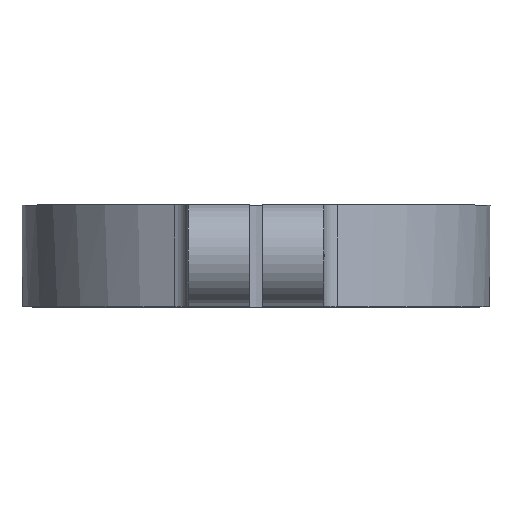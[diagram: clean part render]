
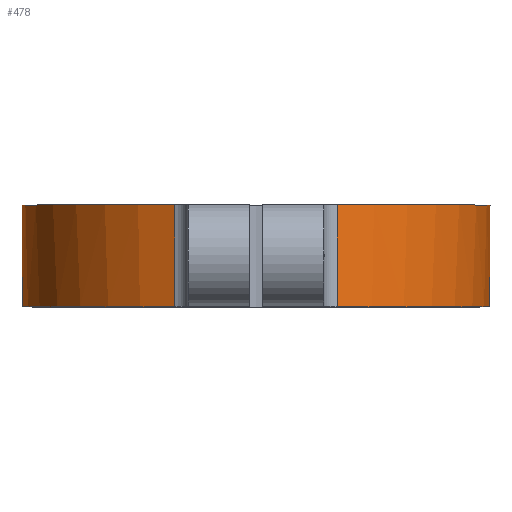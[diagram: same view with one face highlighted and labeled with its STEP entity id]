
A CAD part, top view. The second image highlights one B-rep face of the part: STEP entity #478.
In plain terms, the highlighted cylindrical face has radius 34.5 mm (diameter 69 mm), a partial arc.
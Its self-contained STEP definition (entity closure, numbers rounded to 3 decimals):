
#40=FACE_OUTER_BOUND('',#67,.T.);
#67=EDGE_LOOP('',(#333,#334,#335,#336,#337,#338,#339,#340));
#94=LINE('',#729,#132);
#98=LINE('',#757,#136);
#100=LINE('',#766,#138);
#101=LINE('',#770,#139);
#132=VECTOR('',#579,10.);
#136=VECTOR('',#593,10.);
#138=VECTOR('',#603,10.);
#139=VECTOR('',#606,10.);
#175=CIRCLE('',#525,34.5);
#176=CIRCLE('',#526,34.5);
#177=CIRCLE('',#527,34.5);
#178=CIRCLE('',#528,34.5);
#198=VERTEX_POINT('',#722);
#201=VERTEX_POINT('',#727);
#208=VERTEX_POINT('',#754);
#209=VERTEX_POINT('',#756);
#211=VERTEX_POINT('',#763);
#212=VERTEX_POINT('',#765);
#213=VERTEX_POINT('',#767);
#214=VERTEX_POINT('',#769);
#249=EDGE_CURVE('',#201,#198,#94,.T.);
#257=EDGE_CURVE('',#208,#209,#98,.T.);
#260=EDGE_CURVE('',#209,#201,#175,.T.);
#261=EDGE_CURVE('',#208,#211,#176,.T.);
#262=EDGE_CURVE('',#212,#211,#100,.T.);
#263=EDGE_CURVE('',#212,#213,#177,.T.);
#264=EDGE_CURVE('',#214,#213,#101,.T.);
#265=EDGE_CURVE('',#214,#198,#178,.T.);
#333=ORIENTED_EDGE('',*,*,#249,.F.);
#334=ORIENTED_EDGE('',*,*,#260,.F.);
#335=ORIENTED_EDGE('',*,*,#257,.F.);
#336=ORIENTED_EDGE('',*,*,#261,.T.);
#337=ORIENTED_EDGE('',*,*,#262,.F.);
#338=ORIENTED_EDGE('',*,*,#263,.T.);
#339=ORIENTED_EDGE('',*,*,#264,.F.);
#340=ORIENTED_EDGE('',*,*,#265,.T.);
#464=CYLINDRICAL_SURFACE('',#524,34.5);
#478=ADVANCED_FACE('',(#40),#464,.T.);
#524=AXIS2_PLACEMENT_3D('',#761,#597,#598);
#525=AXIS2_PLACEMENT_3D('',#762,#599,#600);
#526=AXIS2_PLACEMENT_3D('',#764,#601,#602);
#527=AXIS2_PLACEMENT_3D('',#768,#604,#605);
#528=AXIS2_PLACEMENT_3D('',#771,#607,#608);
#579=DIRECTION('',(0.,-1.,0.));
#593=DIRECTION('',(0.,1.,0.));
#597=DIRECTION('center_axis',(0.,1.,0.));
#598=DIRECTION('ref_axis',(0.,0.,-1.));
#599=DIRECTION('center_axis',(0.,1.,0.));
#600=DIRECTION('ref_axis',(1.,0.,0.));
#601=DIRECTION('center_axis',(0.,1.,0.));
#602=DIRECTION('ref_axis',(1.,0.,0.));
#603=DIRECTION('',(0.,-1.,0.));
#604=DIRECTION('center_axis',(0.,1.,0.));
#605=DIRECTION('ref_axis',(1.,0.,0.));
#606=DIRECTION('',(0.,1.,0.));
#607=DIRECTION('center_axis',(0.,1.,0.));
#608=DIRECTION('ref_axis',(1.,0.,0.));
#722=CARTESIAN_POINT('',(-11.96,0.,32.361));
#727=CARTESIAN_POINT('',(-11.96,15.,32.361));
#729=CARTESIAN_POINT('',(-11.96,0.,32.361));
#754=CARTESIAN_POINT('',(11.96,0.,32.361));
#756=CARTESIAN_POINT('',(11.96,15.,32.361));
#757=CARTESIAN_POINT('',(11.96,0.,32.361));
#761=CARTESIAN_POINT('Origin',(0.,0.,0.));
#762=CARTESIAN_POINT('Origin',(0.,15.,0.));
#763=CARTESIAN_POINT('',(4.968,0.,-34.14));
#764=CARTESIAN_POINT('Origin',(0.,0.,0.));
#765=CARTESIAN_POINT('',(4.968,7.,-34.14));
#766=CARTESIAN_POINT('',(4.968,0.,-34.14));
#767=CARTESIAN_POINT('',(-4.968,7.,-34.14));
#768=CARTESIAN_POINT('Origin',(0.,7.,0.));
#769=CARTESIAN_POINT('',(-4.968,0.,-34.14));
#770=CARTESIAN_POINT('',(-4.968,0.,-34.14));
#771=CARTESIAN_POINT('Origin',(0.,0.,0.));
